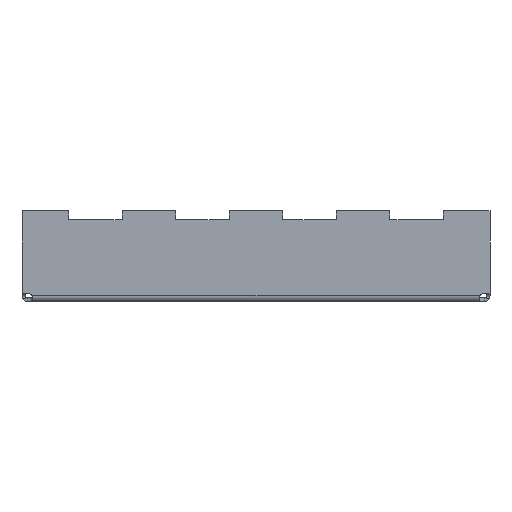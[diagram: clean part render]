
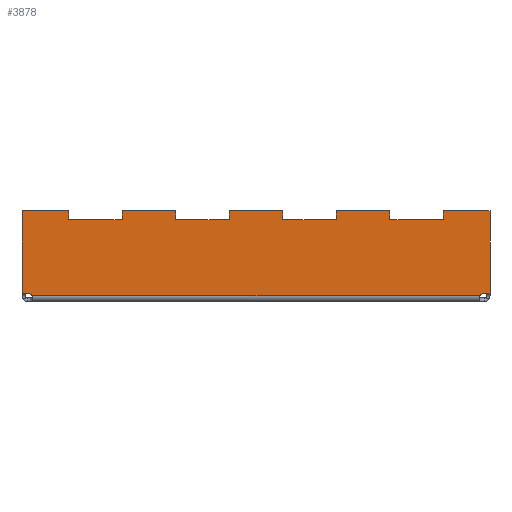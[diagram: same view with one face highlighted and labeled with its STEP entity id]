
A CAD part, left-side view. The second image highlights one B-rep face of the part: STEP entity #3878.
In plain terms, the highlighted planar face has unit normal (-1, 0, 0).
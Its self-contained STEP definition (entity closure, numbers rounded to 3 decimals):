
#146=DIRECTION('',(0.,-1.,0.));
#147=VECTOR('',#146,3.);
#148=CARTESIAN_POINT('',(-13.105,1.5,0.));
#149=LINE('',#148,#147);
#154=DIRECTION('',(0.,-1.,0.));
#155=VECTOR('',#154,3.);
#156=CARTESIAN_POINT('',(-13.105,7.5,0.));
#157=LINE('',#156,#155);
#178=DIRECTION('',(0.,-1.,0.));
#179=VECTOR('',#178,3.);
#180=CARTESIAN_POINT('',(-13.105,-4.5,0.));
#181=LINE('',#180,#179);
#326=DIRECTION('',(0.,-1.,0.));
#327=VECTOR('',#326,2.605);
#328=CARTESIAN_POINT('',(-13.105,13.105,0.));
#329=LINE('',#328,#327);
#354=DIRECTION('',(0.,-1.,0.));
#355=VECTOR('',#354,2.605);
#356=CARTESIAN_POINT('',(-13.105,-10.5,0.));
#357=LINE('',#356,#355);
#422=DIRECTION('',(0.,1.,0.));
#423=VECTOR('',#422,25.095);
#424=CARTESIAN_POINT('',(-13.105,-12.548,-4.78));
#425=LINE('',#424,#423);
#426=DIRECTION('',(0.,-1.,0.));
#427=VECTOR('',#426,0.335);
#428=CARTESIAN_POINT('',(-13.105,13.105,-4.645));
#429=LINE('',#428,#427);
#430=DIRECTION('',(0.,0.,-1.));
#431=VECTOR('',#430,4.645);
#432=CARTESIAN_POINT('',(-13.105,13.105,0.));
#433=LINE('',#432,#431);
#434=DIRECTION('',(0.,0.,-1.));
#435=VECTOR('',#434,0.5);
#436=CARTESIAN_POINT('',(-13.105,10.5,0.));
#437=LINE('',#436,#435);
#438=DIRECTION('',(0.,-1.,0.));
#439=VECTOR('',#438,3.);
#440=CARTESIAN_POINT('',(-13.105,10.5,-0.5));
#441=LINE('',#440,#439);
#442=DIRECTION('',(0.,0.,-1.));
#443=VECTOR('',#442,0.5);
#444=CARTESIAN_POINT('',(-13.105,7.5,0.));
#445=LINE('',#444,#443);
#446=DIRECTION('',(0.,0.,-1.));
#447=VECTOR('',#446,0.5);
#448=CARTESIAN_POINT('',(-13.105,4.5,0.));
#449=LINE('',#448,#447);
#450=DIRECTION('',(0.,-1.,0.));
#451=VECTOR('',#450,3.);
#452=CARTESIAN_POINT('',(-13.105,4.5,-0.5));
#453=LINE('',#452,#451);
#454=DIRECTION('',(0.,0.,-1.));
#455=VECTOR('',#454,0.5);
#456=CARTESIAN_POINT('',(-13.105,1.5,0.));
#457=LINE('',#456,#455);
#458=DIRECTION('',(0.,0.,-1.));
#459=VECTOR('',#458,0.5);
#460=CARTESIAN_POINT('',(-13.105,-1.5,0.));
#461=LINE('',#460,#459);
#462=DIRECTION('',(0.,-1.,0.));
#463=VECTOR('',#462,3.);
#464=CARTESIAN_POINT('',(-13.105,-1.5,-0.5));
#465=LINE('',#464,#463);
#466=DIRECTION('',(0.,0.,-1.));
#467=VECTOR('',#466,0.5);
#468=CARTESIAN_POINT('',(-13.105,-4.5,0.));
#469=LINE('',#468,#467);
#470=DIRECTION('',(0.,0.,-1.));
#471=VECTOR('',#470,0.5);
#472=CARTESIAN_POINT('',(-13.105,-7.5,0.));
#473=LINE('',#472,#471);
#474=DIRECTION('',(0.,-1.,0.));
#475=VECTOR('',#474,3.);
#476=CARTESIAN_POINT('',(-13.105,-7.5,-0.5));
#477=LINE('',#476,#475);
#478=DIRECTION('',(0.,0.,-1.));
#479=VECTOR('',#478,0.5);
#480=CARTESIAN_POINT('',(-13.105,-10.5,0.));
#481=LINE('',#480,#479);
#482=DIRECTION('',(0.,-1.,0.));
#483=VECTOR('',#482,0.335);
#484=CARTESIAN_POINT('',(-13.105,-12.77,-4.645));
#485=LINE('',#484,#483);
#508=CARTESIAN_POINT('',(-13.105,12.77,-4.895));
#509=DIRECTION('',(1.,0.,0.));
#510=DIRECTION('',(0.,0.,1.));
#511=AXIS2_PLACEMENT_3D('',#508,#509,#510);
#666=DIRECTION('',(0.,0.,-1.));
#667=VECTOR('',#666,4.645);
#668=CARTESIAN_POINT('',(-13.105,-13.105,0.));
#669=LINE('',#668,#667);
#2601=CARTESIAN_POINT('',(-13.105,-12.548,-4.78));
#2603=CARTESIAN_POINT('',(-13.105,-12.77,-4.895));
#2604=DIRECTION('',(1.,0.,0.));
#2605=DIRECTION('',(0.,0.888,0.46));
#2606=AXIS2_PLACEMENT_3D('',#2603,#2604,#2605);
#2754=CARTESIAN_POINT('',(-13.105,1.5,0.));
#2756=VERTEX_POINT('',#2754);
#2758=CARTESIAN_POINT('',(-13.105,4.5,0.));
#2760=VERTEX_POINT('',#2758);
#2762=CARTESIAN_POINT('',(-13.105,-4.5,0.));
#2764=VERTEX_POINT('',#2762);
#2766=CARTESIAN_POINT('',(-13.105,-1.5,0.));
#2768=VERTEX_POINT('',#2766);
#2818=CARTESIAN_POINT('',(-13.105,10.5,-0.5));
#2819=CARTESIAN_POINT('',(-13.105,7.5,-0.5));
#2820=VERTEX_POINT('',#2818);
#2821=VERTEX_POINT('',#2819);
#2822=CARTESIAN_POINT('',(-13.105,4.5,-0.5));
#2823=CARTESIAN_POINT('',(-13.105,1.5,-0.5));
#2824=VERTEX_POINT('',#2822);
#2825=VERTEX_POINT('',#2823);
#2826=CARTESIAN_POINT('',(-13.105,-4.5,-0.5));
#2827=VERTEX_POINT('',#2826);
#2828=CARTESIAN_POINT('',(-13.105,-1.5,-0.5));
#2829=VERTEX_POINT('',#2828);
#2914=CARTESIAN_POINT('',(-13.105,13.105,0.));
#2915=CARTESIAN_POINT('',(-13.105,10.5,0.));
#2916=VERTEX_POINT('',#2914);
#2917=VERTEX_POINT('',#2915);
#2918=CARTESIAN_POINT('',(-13.105,7.5,0.));
#2919=VERTEX_POINT('',#2918);
#2920=CARTESIAN_POINT('',(-13.105,-13.105,0.));
#2922=VERTEX_POINT('',#2920);
#3074=CARTESIAN_POINT('',(-13.105,13.105,-4.645));
#3075=VERTEX_POINT('',#3074);
#3076=CARTESIAN_POINT('',(-13.105,-13.105,-4.645));
#3077=VERTEX_POINT('',#3076);
#3166=CARTESIAN_POINT('',(-13.105,-12.77,-4.645));
#3168=VERTEX_POINT('',#3166);
#3203=CARTESIAN_POINT('',(-13.105,12.77,-4.645));
#3205=VERTEX_POINT('',#3203);
#3215=VERTEX_POINT('',#2601);
#3220=CARTESIAN_POINT('',(-13.105,12.548,-4.78));
#3221=VERTEX_POINT('',#3220);
#3286=CARTESIAN_POINT('',(-13.105,-10.5,0.));
#3288=VERTEX_POINT('',#3286);
#3290=CARTESIAN_POINT('',(-13.105,-7.5,0.));
#3292=VERTEX_POINT('',#3290);
#3318=CARTESIAN_POINT('',(-13.105,-7.5,-0.5));
#3319=CARTESIAN_POINT('',(-13.105,-10.5,-0.5));
#3320=VERTEX_POINT('',#3318);
#3321=VERTEX_POINT('',#3319);
#3829=CARTESIAN_POINT('',(-13.105,13.105,0.));
#3830=DIRECTION('',(-1.,0.,0.));
#3831=DIRECTION('',(0.,-1.,0.));
#3832=AXIS2_PLACEMENT_3D('',#3829,#3830,#3831);
#3833=PLANE('',#3832);
#3835=ORIENTED_EDGE('',*,*,#3834,.T.);
#3837=ORIENTED_EDGE('',*,*,#3836,.F.);
#3839=ORIENTED_EDGE('',*,*,#3838,.F.);
#3841=ORIENTED_EDGE('',*,*,#3840,.F.);
#3842=ORIENTED_EDGE('',*,*,#3739,.T.);
#3844=ORIENTED_EDGE('',*,*,#3843,.T.);
#3846=ORIENTED_EDGE('',*,*,#3845,.T.);
#3848=ORIENTED_EDGE('',*,*,#3847,.F.);
#3849=ORIENTED_EDGE('',*,*,#3565,.T.);
#3851=ORIENTED_EDGE('',*,*,#3850,.T.);
#3853=ORIENTED_EDGE('',*,*,#3852,.T.);
#3854=ORIENTED_EDGE('',*,*,#3820,.F.);
#3855=ORIENTED_EDGE('',*,*,#3553,.T.);
#3857=ORIENTED_EDGE('',*,*,#3856,.T.);
#3859=ORIENTED_EDGE('',*,*,#3858,.T.);
#3861=ORIENTED_EDGE('',*,*,#3860,.F.);
#3862=ORIENTED_EDGE('',*,*,#3585,.T.);
#3864=ORIENTED_EDGE('',*,*,#3863,.T.);
#3866=ORIENTED_EDGE('',*,*,#3865,.T.);
#3868=ORIENTED_EDGE('',*,*,#3867,.F.);
#3869=ORIENTED_EDGE('',*,*,#3761,.T.);
#3871=ORIENTED_EDGE('',*,*,#3870,.T.);
#3873=ORIENTED_EDGE('',*,*,#3872,.F.);
#3875=ORIENTED_EDGE('',*,*,#3874,.F.);
#3876=EDGE_LOOP('',(#3835,#3837,#3839,#3841,#3842,#3844,#3846,#3848,#3849,#3851,
#3853,#3854,#3855,#3857,#3859,#3861,#3862,#3864,#3866,#3868,#3869,#3871,#3873,
#3875));
#3877=FACE_OUTER_BOUND('',#3876,.F.);
#512=CIRCLE('',#511,0.25);
#2607=CIRCLE('',#2606,0.25);
#3553=EDGE_CURVE('',#2756,#2768,#149,.T.);
#3565=EDGE_CURVE('',#2919,#2760,#157,.T.);
#3585=EDGE_CURVE('',#2764,#3292,#181,.T.);
#3739=EDGE_CURVE('',#2916,#2917,#329,.T.);
#3761=EDGE_CURVE('',#3288,#2922,#357,.T.);
#3820=EDGE_CURVE('',#2756,#2825,#457,.T.);
#3834=EDGE_CURVE('',#3215,#3221,#425,.T.);
#3836=EDGE_CURVE('',#3205,#3221,#512,.T.);
#3838=EDGE_CURVE('',#3075,#3205,#429,.T.);
#3840=EDGE_CURVE('',#2916,#3075,#433,.T.);
#3843=EDGE_CURVE('',#2917,#2820,#437,.T.);
#3845=EDGE_CURVE('',#2820,#2821,#441,.T.);
#3847=EDGE_CURVE('',#2919,#2821,#445,.T.);
#3850=EDGE_CURVE('',#2760,#2824,#449,.T.);
#3852=EDGE_CURVE('',#2824,#2825,#453,.T.);
#3856=EDGE_CURVE('',#2768,#2829,#461,.T.);
#3858=EDGE_CURVE('',#2829,#2827,#465,.T.);
#3860=EDGE_CURVE('',#2764,#2827,#469,.T.);
#3863=EDGE_CURVE('',#3292,#3320,#473,.T.);
#3865=EDGE_CURVE('',#3320,#3321,#477,.T.);
#3867=EDGE_CURVE('',#3288,#3321,#481,.T.);
#3870=EDGE_CURVE('',#2922,#3077,#669,.T.);
#3872=EDGE_CURVE('',#3168,#3077,#485,.T.);
#3874=EDGE_CURVE('',#3215,#3168,#2607,.T.);
#3878=ADVANCED_FACE('',(#3877),#3833,.T.);
